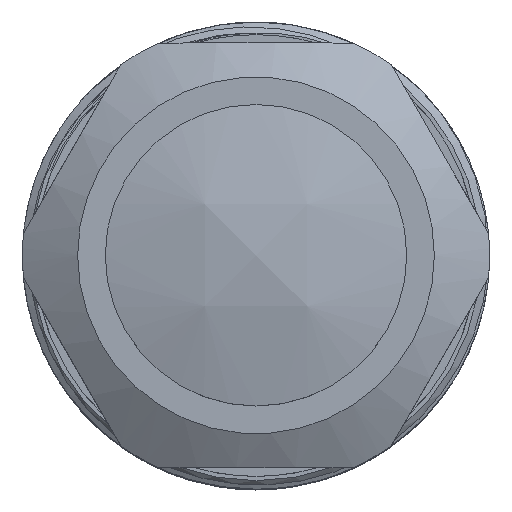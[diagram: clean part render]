
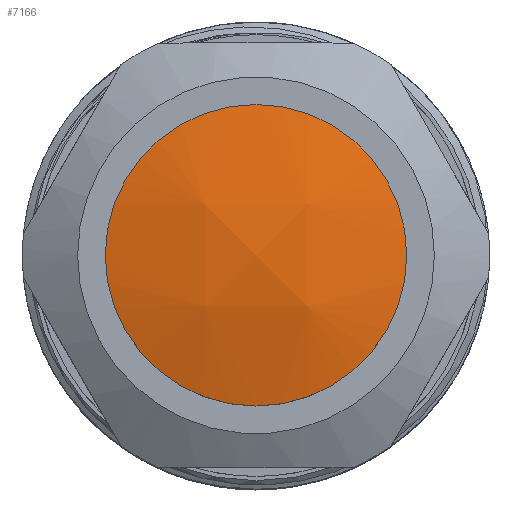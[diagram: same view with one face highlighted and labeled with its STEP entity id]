
A CAD part, top view. The second image highlights one B-rep face of the part: STEP entity #7166.
In plain terms, the highlighted free-form (B-spline) face has degree [3, 3] with [4, 4] control points.
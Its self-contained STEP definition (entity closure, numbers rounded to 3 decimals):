
#109 = CARTESIAN_POINT ( 'NONE',  ( 18.019, 78.078, 17.221 ) ) ;
#558 = DIRECTION ( 'NONE',  ( 0., 0., -1. ) ) ;
#792 = CARTESIAN_POINT ( 'NONE',  ( 6.17, 85.432, -6.239 ) ) ;
#1104 = EDGE_LOOP ( 'NONE', ( #8232, #3674 ) ) ;
#1395 = AXIS2_PLACEMENT_3D ( 'NONE', #8682, #4557, #558 ) ;
#1458 = CARTESIAN_POINT ( 'NONE',  ( 18.019, 81.643, -5.857 ) ) ;
#1489 = CARTESIAN_POINT ( 'NONE',  ( 6.17, 81.636, 18.344 ) ) ;
#2143 = CARTESIAN_POINT ( 'NONE',  ( -6.252, 85.424, -6.238 ) ) ;
#2840 = CARTESIAN_POINT ( 'NONE',  ( -6.252, 81.628, 18.341 ) ) ;
#3080 = CIRCLE ( 'NONE', #1395, 17.75 ) ;
#3331 = EDGE_CURVE ( 'NONE', #4197, #4181, #8548, .T. ) ;
#3535 = CARTESIAN_POINT ( 'NONE',  ( -18.095, 81.618, -5.854 ) ) ;
#3674 = ORIENTED_EDGE ( 'NONE', *, *, #3331, .F. ) ;
#4021 = CARTESIAN_POINT ( 'NONE',  ( 0., 80.814, 0. ) ) ;
#4037 = DIRECTION ( 'NONE',  ( 0., -1., 0. ) ) ;
#4048 = DIRECTION ( 'NONE',  ( 0., 0., -1. ) ) ;
#4111 = CARTESIAN_POINT ( 'NONE',  ( 0., 80.814, -17.75 ) ) ;
#4154 = CARTESIAN_POINT ( 'NONE',  ( 18.019, 81.633, 5.956 ) ) ;
#4181 = VERTEX_POINT ( 'NONE', #4111 ) ;
#4185 = CARTESIAN_POINT ( 'NONE',  ( -18.095, 78.055, 17.214 ) ) ;
#4197 = VERTEX_POINT ( 'NONE', #7135 ) ;
#4557 = DIRECTION ( 'NONE',  ( 0., -1., 0. ) ) ;
#4798 = CARTESIAN_POINT ( 'NONE',  ( 6.17, 81.667, -18.245 ) ) ;
#5498 = CARTESIAN_POINT ( 'NONE',  ( 6.17, 85.422, 6.344 ) ) ;
#6146 = FACE_OUTER_BOUND ( 'NONE', #1104, .T. ) ;
#6221 = CARTESIAN_POINT ( 'NONE',  ( -6.252, 81.659, -18.242 ) ) ;
#6861 = AXIS2_PLACEMENT_3D ( 'NONE', #4021, #4037, #4048 ) ;
#6938 = CARTESIAN_POINT ( 'NONE',  ( -6.252, 85.413, 6.343 ) ) ;
#7135 = CARTESIAN_POINT ( 'NONE',  ( 0., 80.814, 17.75 ) ) ;
#7166 = ADVANCED_FACE ( 'N', ( #6146 ), #7832, .T. ) ;
#7557 = EDGE_CURVE ( 'NONE', #4181, #4197, #3080, .T. ) ;
#7610 = CARTESIAN_POINT ( 'NONE',  ( -18.095, 78.084, -17.121 ) ) ;
#7832 =( BOUNDED_SURFACE ( )  B_SPLINE_SURFACE ( 3, 3, ( 
 ( #8259, #1458, #4154, #109 ),
 ( #4798, #792, #5498, #1489 ),
 ( #6221, #2143, #6938, #2840 ),
 ( #7610, #3535, #8291, #4185 ) ),
 .UNSPECIFIED., .F., .F., .T. ) 
 B_SPLINE_SURFACE_WITH_KNOTS ( ( 4, 4 ),
 ( 4, 4 ),
 ( 0., 1. ),
 ( 0., 1. ),
 .UNSPECIFIED. ) 
 GEOMETRIC_REPRESENTATION_ITEM ( )  RATIONAL_B_SPLINE_SURFACE ( (
 ( 1., 0.969, 0.969, 1.),
 ( 0.969, 0.939, 0.939, 0.969),
 ( 0.969, 0.939, 0.939, 0.969),
 ( 1., 0.969, 0.969, 1.) ) ) 
 REPRESENTATION_ITEM ( '' )  SURFACE ( )  );
#8232 = ORIENTED_EDGE ( 'NONE', *, *, #7557, .F. ) ;
#8259 = CARTESIAN_POINT ( 'NONE',  ( 18.019, 78.107, -17.128 ) ) ;
#8291 = CARTESIAN_POINT ( 'NONE',  ( -18.095, 81.608, 5.953 ) ) ;
#8548 = CIRCLE ( 'NONE', #6861, 17.75 ) ;
#8682 = CARTESIAN_POINT ( 'NONE',  ( 0., 80.814, 0. ) ) ;
